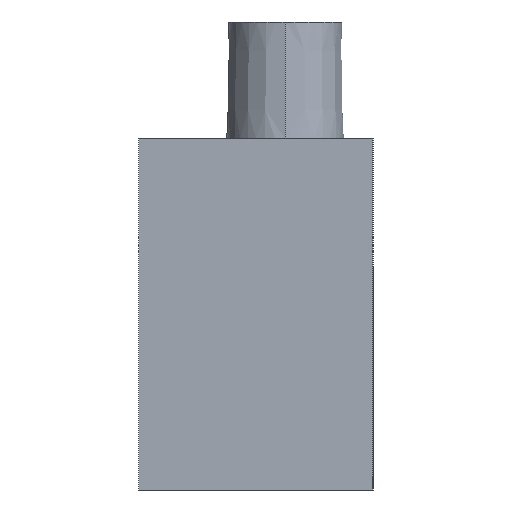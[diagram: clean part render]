
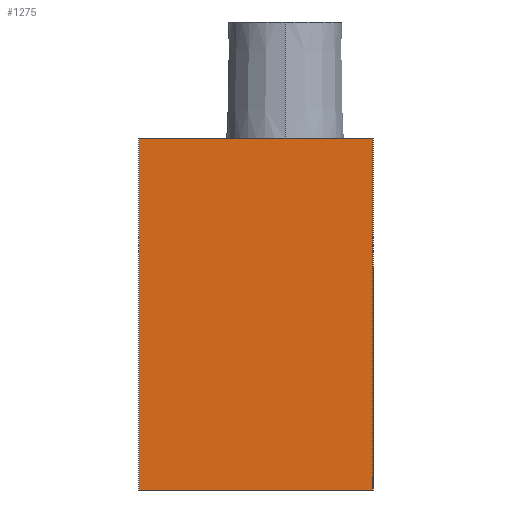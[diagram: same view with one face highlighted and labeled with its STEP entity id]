
A CAD part, left-side view. The second image highlights one B-rep face of the part: STEP entity #1275.
In plain terms, the highlighted planar face has unit normal (-1, 0, 0).
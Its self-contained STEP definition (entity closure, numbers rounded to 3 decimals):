
#7 = VERTEX_POINT ( 'NONE', #820 ) ;
#34 = VECTOR ( 'NONE', #183, 1000. ) ;
#158 = CARTESIAN_POINT ( 'NONE',  ( 0., 8., -12. ) ) ;
#183 = DIRECTION ( 'NONE',  ( 0., -1., 0. ) ) ;
#242 = CARTESIAN_POINT ( 'NONE',  ( 0., 0., -12. ) ) ;
#247 = LINE ( 'NONE', #242, #849 ) ;
#259 = PLANE ( 'NONE',  #671 ) ;
#276 = ORIENTED_EDGE ( 'NONE', *, *, #894, .T. ) ;
#365 = LINE ( 'NONE', #800, #34 ) ;
#385 = DIRECTION ( 'NONE',  ( -1., 0., 0. ) ) ;
#386 = ORIENTED_EDGE ( 'NONE', *, *, #645, .T. ) ;
#387 = LINE ( 'NONE', #158, #556 ) ;
#425 = ORIENTED_EDGE ( 'NONE', *, *, #448, .F. ) ;
#448 = EDGE_CURVE ( 'NONE', #613, #939, #387, .T. ) ;
#490 = CARTESIAN_POINT ( 'NONE',  ( 0., 0., 0. ) ) ;
#493 = CARTESIAN_POINT ( 'NONE',  ( 0., 8., 0. ) ) ;
#556 = VECTOR ( 'NONE', #826, 1000. ) ;
#613 = VERTEX_POINT ( 'NONE', #1083 ) ;
#645 = EDGE_CURVE ( 'NONE', #7, #1291, #247, .T. ) ;
#671 = AXIS2_PLACEMENT_3D ( 'NONE', #696, #385, #814 ) ;
#681 = EDGE_CURVE ( 'NONE', #939, #1291, #876, .T. ) ;
#696 = CARTESIAN_POINT ( 'NONE',  ( 0., 0., -12. ) ) ;
#774 = DIRECTION ( 'NONE',  ( 0., -1., 0. ) ) ;
#800 = CARTESIAN_POINT ( 'NONE',  ( 0., 0., -12. ) ) ;
#814 = DIRECTION ( 'NONE',  ( 0., 0., 1. ) ) ;
#820 = CARTESIAN_POINT ( 'NONE',  ( 0., 0., -12. ) ) ;
#826 = DIRECTION ( 'NONE',  ( 0., 0., 1. ) ) ;
#849 = VECTOR ( 'NONE', #1194, 1000. ) ;
#876 = LINE ( 'NONE', #986, #1093 ) ;
#894 = EDGE_CURVE ( 'NONE', #613, #7, #365, .T. ) ;
#939 = VERTEX_POINT ( 'NONE', #493 ) ;
#986 = CARTESIAN_POINT ( 'NONE',  ( 0., 0., 0. ) ) ;
#1014 = FACE_OUTER_BOUND ( 'NONE', #1332, .T. ) ;
#1083 = CARTESIAN_POINT ( 'NONE',  ( 0., 8., -12. ) ) ;
#1093 = VECTOR ( 'NONE', #774, 1000. ) ;
#1154 = ORIENTED_EDGE ( 'NONE', *, *, #681, .F. ) ;
#1194 = DIRECTION ( 'NONE',  ( 0., 0., 1. ) ) ;
#1275 = ADVANCED_FACE ( 'NONE', ( #1014 ), #259, .T. ) ;
#1291 = VERTEX_POINT ( 'NONE', #490 ) ;
#1332 = EDGE_LOOP ( 'NONE', ( #1154, #425, #276, #386 ) ) ;
